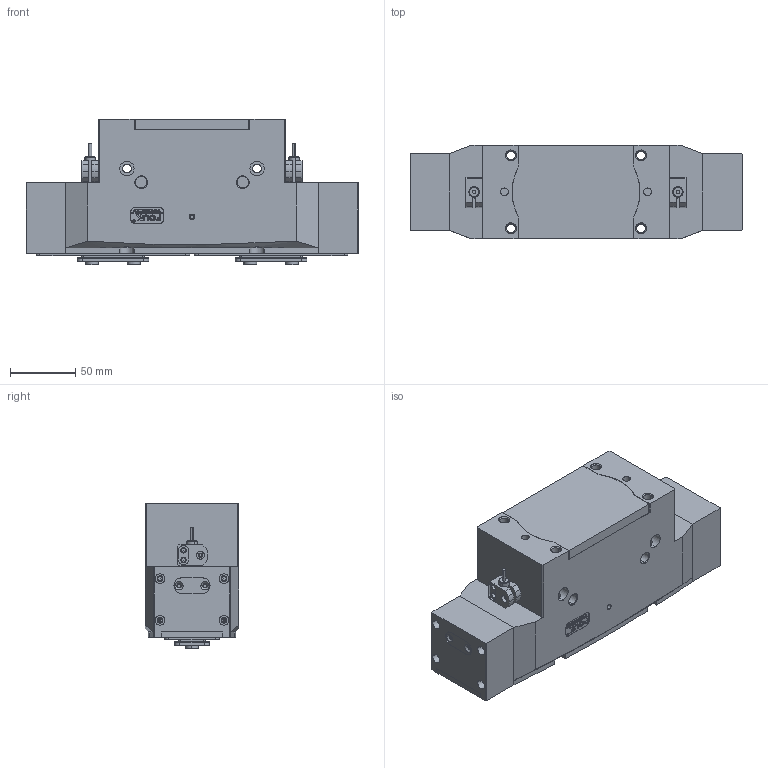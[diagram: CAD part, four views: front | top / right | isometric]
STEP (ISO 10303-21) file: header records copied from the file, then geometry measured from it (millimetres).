
FILE_DESCRIPTION (( 'STEP AP203' ), '1' );
FILE_NAME ('TR73-194-L-P.STEP', '2024-11-21T01:32:27', ( 'USER-' ), ( 'Microsoft' ), 'SwSTEP 2.0', 'SolidWorks 2018', '' );
FILE_SCHEMA (( 'CONFIG_CONTROL_DESIGN' ));
Length unit declared in the file: millimetre
Products named in the file (25): TR73-194-L杅耀.sldasm-Part-1; TR73-194-L杅耀.sldasm-Part-10; TR73-194-L杅耀.sldasm-Part-17; TR73-194-L杅耀.sldasm-Part-18; TR73-194-L杅耀.sldasm-Part-11; 褫籵蚚苤結裔; 8x10-12杶; TR73-194-L-P; TR73-194-L杅耀.sldasm-Part-3; TR63EL-12耜假蚾极; TR73-194-L杅耀.sldasm-Part-15; TR73-194-L-菁啣裔; 25x12-R3; TR63EL-13防尘移动板(默认); 揤輸蚾饜极; TR73-194-L杅耀.sldasm-Part-2; TR73-194-L杅耀.sldasm-Part-13; TR73-194-L杅耀.sldasm-Part-16; 埴翐芛_GB_FASTENER_SCREWS_HSHCS M2X8-N; TR63EL-11奻葡裔翋啣; TR73-162-M-05菁裔啣; 揤輸杅耀.sldasm-Part-9; TR63EL-14假蚾薊啣; TR73-194-L杅耀; TR73-194-L杅耀.sldasm-Part-4
Assembly tree (34 placements, depth 4):
  TR73-194-L-P
    TR73-194-L杅耀
      TR73-194-L杅耀.sldasm-Part-1
      TR73-194-L杅耀.sldasm-Part-2
      TR73-194-L杅耀.sldasm-Part-3
      TR73-194-L杅耀.sldasm-Part-4
      TR73-194-L杅耀.sldasm-Part-10
      TR73-194-L杅耀.sldasm-Part-11
      TR73-194-L杅耀.sldasm-Part-13  x2
      TR73-194-L杅耀.sldasm-Part-15
      TR73-194-L杅耀.sldasm-Part-16
      TR73-194-L杅耀.sldasm-Part-17
      TR73-194-L杅耀.sldasm-Part-18
      TR73-194-L-菁啣裔
      25x12-R3
      揤輸蚾饜极  x2
        揤輸杅耀.sldasm-Part-9
        埴翐芛_GB_FASTENER_SCREWS_HSHCS M2X8-N
    TR73-162-M-05菁裔啣
    TR63EL-11奻葡裔翋啣
    TR63EL-12耜假蚾极  x2
    TR63EL-13防尘移动板(默认)  x2
    TR63EL-14假蚾薊啣  x2
    褫籵蚚苤結裔  x2
    8x10-12杶  x4
Bounding box: 255 x 72 x 112 mm (x, y, z)
Volume: 1363742.5 mm3; surface area: 288336.9 mm2
Topology: 34 solids, 47 shells, 1862 faces, 4718 edges, 2978 vertices
Faces by surface type: plane 807, cylinder 544, cone 348, bspline 155, torus 8
Entity records: 52617 total; most frequent: CARTESIAN_POINT 14483, ORIENTED_EDGE 7368, DIRECTION 7098, EDGE_CURVE 3684, AXIS2_PLACEMENT_3D 2448, VERTEX_POINT 2385, LINE 2202, VECTOR 2202
